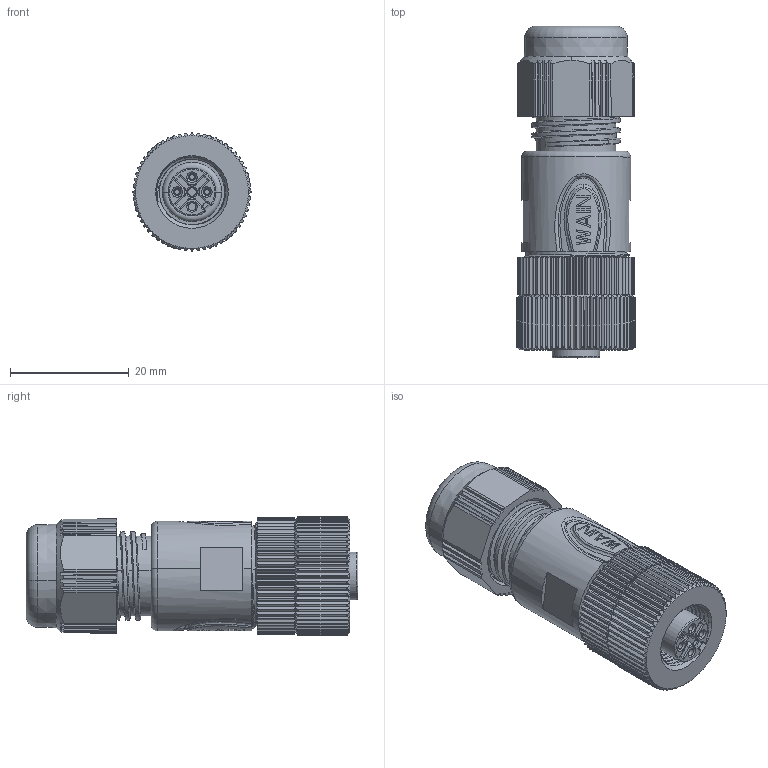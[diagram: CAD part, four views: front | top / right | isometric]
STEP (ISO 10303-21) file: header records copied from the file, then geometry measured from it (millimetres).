
FILE_DESCRIPTION((''),'2;1');
FILE_NAME('3D_1630034213102_M12P-F03A-T-D8','2024-03-16T',('12262'),(''),'PRO/ENGINEER BY PARAMETRIC TECHNOLOGY CORPORATION, 2012480','PRO/ENGINEER BY PARAMETRIC TECHNOLOGY CORPORATION, 2012480','');
FILE_SCHEMA(('CONFIG_CONTROL_DESIGN'));
Length unit declared in the file: millimetre
Products named in the file (1): 3D_1630034213102_M12P-F03A-T-D8
Bounding box: 20 x 56 x 20 mm (x, y, z)
Volume: 11949.6 mm3; surface area: 11309.2 mm2
Topology: 1 solids, 2 shells, 1345 faces, 3697 edges, 2394 vertices
Faces by surface type: plane 567, cylinder 383, cone 242, torus 88, bspline 57, extrusion 6, sphere 2
Entity records: 59137 total; most frequent: CARTESIAN_POINT 26652, ORIENTED_EDGE 7390, DIRECTION 6070, EDGE_CURVE 3695, VERTEX_POINT 2394, AXIS2_PLACEMENT_3D 2353, EDGE_LOOP 1399, VECTOR 1364
